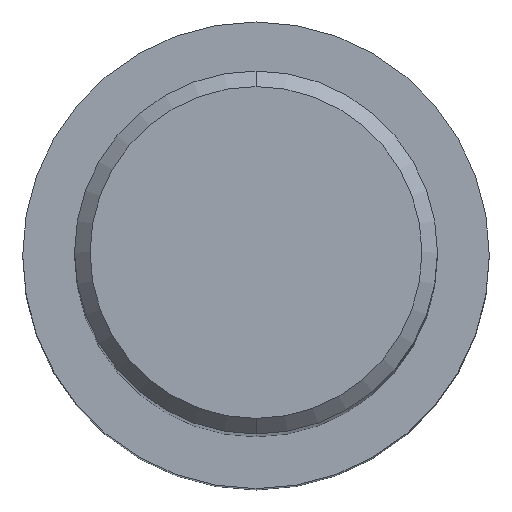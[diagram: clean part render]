
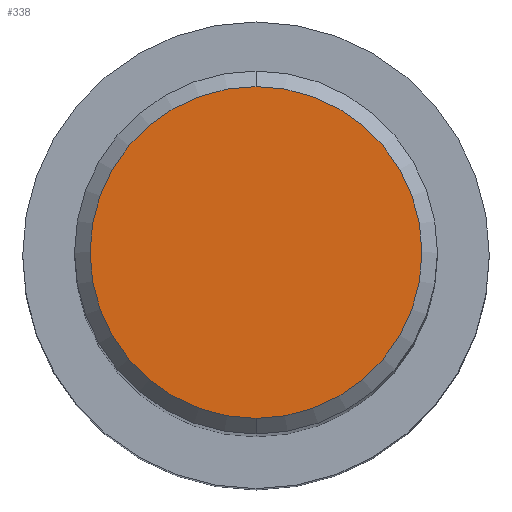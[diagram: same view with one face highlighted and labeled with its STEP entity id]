
A CAD part, top view. The second image highlights one B-rep face of the part: STEP entity #338.
In plain terms, the highlighted planar face has unit normal (0, 0, 1).
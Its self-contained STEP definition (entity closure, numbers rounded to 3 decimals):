
#176=VERTEX_POINT('',#473);
#246=EDGE_CURVE('',#286,#176,#551,.T.);
#286=VERTEX_POINT('',#594);
#338=ADVANCED_FACE('',(#654),#655,.T.);
#404=EDGE_CURVE('',#176,#286,#723,.T.);
#473=CARTESIAN_POINT('',(0.,-6.4,0.0));
#551=CIRCLE('',#931,6.4);
#594=CARTESIAN_POINT('',(0.0,6.4,0.0));
#654=FACE_OUTER_BOUND('',#1145,.T.);
#655=PLANE('',#1146);
#723=CIRCLE('',#1379,6.4);
#931=AXIS2_PLACEMENT_3D('',#1567,#1568,#1569);
#1145=EDGE_LOOP('',(#1703,#1704));
#1146=AXIS2_PLACEMENT_3D('',#1705,#1706,#1707);
#1379=AXIS2_PLACEMENT_3D('',#1743,#1744,#1745);
#1567=CARTESIAN_POINT('',(0.0,0.0,0.0));
#1568=DIRECTION('',(0.0,0.0,-1.0));
#1569=DIRECTION('',(0.0,1.0,0.0));
#1703=ORIENTED_EDGE('',*,*,#246,.F.);
#1704=ORIENTED_EDGE('',*,*,#404,.F.);
#1705=CARTESIAN_POINT('',(0.0,3.2,0.0));
#1706=DIRECTION('',(-0.0,0.0,1.0));
#1707=DIRECTION('',(0.0,-1.0,0.0));
#1743=CARTESIAN_POINT('',(0.0,0.0,0.0));
#1744=DIRECTION('',(0.0,0.0,-1.0));
#1745=DIRECTION('',(0.0,1.0,0.0));
